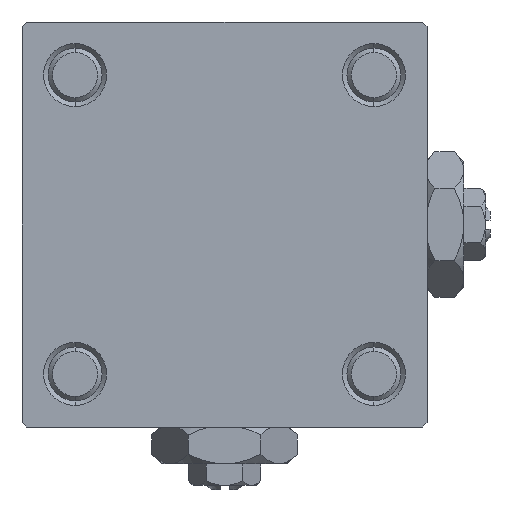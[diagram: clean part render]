
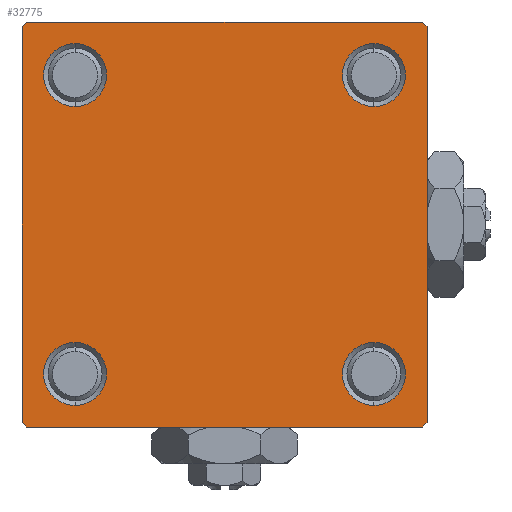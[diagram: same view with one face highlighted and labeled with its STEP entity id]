
A CAD part, left-side view. The second image highlights one B-rep face of the part: STEP entity #32775.
In plain terms, the highlighted planar face has unit normal (-1, 0, 0).
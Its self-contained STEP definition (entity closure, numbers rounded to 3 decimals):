
#512 = FACE_BOUND ( 'NONE', #42586, .T. ) ;
#1090 = CARTESIAN_POINT ( 'NONE',  ( 0., 22., -22.5 ) ) ;
#1642 = DIRECTION ( 'NONE',  ( 1., 0., 0. ) ) ;
#1729 = CARTESIAN_POINT ( 'NONE',  ( 0., 22.5, -22. ) ) ;
#1850 = VERTEX_POINT ( 'NONE', #49149 ) ;
#2049 = AXIS2_PLACEMENT_3D ( 'NONE', #33454, #13395, #9705 ) ;
#3047 = CARTESIAN_POINT ( 'NONE',  ( 0., -22.25, 22.25 ) ) ;
#3576 = DIRECTION ( 'NONE',  ( 0., -1., 0. ) ) ;
#4300 = DIRECTION ( 'NONE',  ( 0., 0., 1. ) ) ;
#4594 = ORIENTED_EDGE ( 'NONE', *, *, #19814, .T. ) ;
#5062 = ORIENTED_EDGE ( 'NONE', *, *, #41743, .T. ) ;
#5459 = VERTEX_POINT ( 'NONE', #20270 ) ;
#5671 = LINE ( 'NONE', #49748, #10213 ) ;
#5947 = VECTOR ( 'NONE', #51333, 1000. ) ;
#6502 = DIRECTION ( 'NONE',  ( 0., -0.707, -0.707 ) ) ;
#7070 = EDGE_CURVE ( 'NONE', #38782, #1850, #29426, .T. ) ;
#7750 = VERTEX_POINT ( 'NONE', #17759 ) ;
#8264 = EDGE_CURVE ( 'NONE', #32143, #42483, #42144, .T. ) ;
#8873 = DIRECTION ( 'NONE',  ( 0., 0., 1. ) ) ;
#9561 = CARTESIAN_POINT ( 'NONE',  ( 0., 16.6, 16.6 ) ) ;
#9705 = DIRECTION ( 'NONE',  ( 0., 0., 1. ) ) ;
#10213 = VECTOR ( 'NONE', #37348, 1000. ) ;
#10454 = LINE ( 'NONE', #26557, #35870 ) ;
#11676 = DIRECTION ( 'NONE',  ( 1., 0., 0. ) ) ;
#11810 = LINE ( 'NONE', #20256, #42198 ) ;
#11931 = AXIS2_PLACEMENT_3D ( 'NONE', #47929, #32342, #43707 ) ;
#12458 = EDGE_LOOP ( 'NONE', ( #4594, #21749, #43563, #40145, #32524, #5062, #43385, #22747 ) ) ;
#12583 = VERTEX_POINT ( 'NONE', #26556 ) ;
#12714 = AXIS2_PLACEMENT_3D ( 'NONE', #24794, #11676, #17395 ) ;
#12740 = LINE ( 'NONE', #28845, #43039 ) ;
#12820 = DIRECTION ( 'NONE',  ( 1., 0., 0. ) ) ;
#13280 = CARTESIAN_POINT ( 'NONE',  ( 0., -22.5, -22. ) ) ;
#13395 = DIRECTION ( 'NONE',  ( 1., 0., 0. ) ) ;
#13778 = EDGE_CURVE ( 'NONE', #31671, #12583, #12740, .T. ) ;
#13900 = CARTESIAN_POINT ( 'NONE',  ( 0., -16.6, -20.1 ) ) ;
#14241 = AXIS2_PLACEMENT_3D ( 'NONE', #44504, #20751, #8873 ) ;
#14453 = ORIENTED_EDGE ( 'NONE', *, *, #45248, .T. ) ;
#14491 = CIRCLE ( 'NONE', #36368, 3.5 ) ;
#14950 = VERTEX_POINT ( 'NONE', #49890 ) ;
#15637 = EDGE_CURVE ( 'NONE', #34495, #7750, #14491, .T. ) ;
#16175 = CARTESIAN_POINT ( 'NONE',  ( 0., 16.6, -16.6 ) ) ;
#16849 = AXIS2_PLACEMENT_3D ( 'NONE', #27967, #48776, #24005 ) ;
#16860 = CARTESIAN_POINT ( 'NONE',  ( 0., -16.6, 20.1 ) ) ;
#16870 = FACE_BOUND ( 'NONE', #45294, .T. ) ;
#16970 = DIRECTION ( 'NONE',  ( 0., 0.707, -0.707 ) ) ;
#17063 = CARTESIAN_POINT ( 'NONE',  ( 0., -22., -22.5 ) ) ;
#17395 = DIRECTION ( 'NONE',  ( 0., 0., 1. ) ) ;
#17759 = CARTESIAN_POINT ( 'NONE',  ( 0., -16.6, -13.1 ) ) ;
#17767 = CARTESIAN_POINT ( 'NONE',  ( 0., 22., 22.5 ) ) ;
#18631 = LINE ( 'NONE', #3047, #5947 ) ;
#19652 = CARTESIAN_POINT ( 'NONE',  ( 0., -22., 22.5 ) ) ;
#19814 = EDGE_CURVE ( 'NONE', #12583, #36630, #40470, .T. ) ;
#19990 = CARTESIAN_POINT ( 'NONE',  ( 0., 16.6, 20.1 ) ) ;
#20190 = EDGE_CURVE ( 'NONE', #42483, #32143, #43322, .T. ) ;
#20256 = CARTESIAN_POINT ( 'NONE',  ( 0., -22.5, 22.5 ) ) ;
#20270 = CARTESIAN_POINT ( 'NONE',  ( 0., 16.6, -20.1 ) ) ;
#20375 = CIRCLE ( 'NONE', #11931, 3.5 ) ;
#20751 = DIRECTION ( 'NONE',  ( 1., 0., 0. ) ) ;
#21198 = CARTESIAN_POINT ( 'NONE',  ( 0., 22.5, 22.5 ) ) ;
#21734 = AXIS2_PLACEMENT_3D ( 'NONE', #48800, #33217, #49585 ) ;
#21749 = ORIENTED_EDGE ( 'NONE', *, *, #23814, .T. ) ;
#21958 = VERTEX_POINT ( 'NONE', #13280 ) ;
#22747 = ORIENTED_EDGE ( 'NONE', *, *, #13778, .T. ) ;
#22951 = VERTEX_POINT ( 'NONE', #17063 ) ;
#22974 = DIRECTION ( 'NONE',  ( 0., -0.707, 0.707 ) ) ;
#23624 = VECTOR ( 'NONE', #22974, 1000. ) ;
#23814 = EDGE_CURVE ( 'NONE', #36630, #38194, #10454, .T. ) ;
#24005 = DIRECTION ( 'NONE',  ( 0., 0., 1. ) ) ;
#24209 = DIRECTION ( 'NONE',  ( 0., 0., -1. ) ) ;
#24789 = FACE_BOUND ( 'NONE', #29285, .T. ) ;
#24794 = CARTESIAN_POINT ( 'NONE',  ( 0., 16.6, 16.6 ) ) ;
#25856 = ORIENTED_EDGE ( 'NONE', *, *, #39294, .T. ) ;
#26556 = CARTESIAN_POINT ( 'NONE',  ( 0., 22.5, 22. ) ) ;
#26557 = CARTESIAN_POINT ( 'NONE',  ( 0., 22.25, -22.25 ) ) ;
#26797 = LINE ( 'NONE', #39452, #51163 ) ;
#27967 = CARTESIAN_POINT ( 'NONE',  ( 0., -16.6, 16.6 ) ) ;
#28283 = CARTESIAN_POINT ( 'NONE',  ( 0., -22.5, 22. ) ) ;
#28732 = CIRCLE ( 'NONE', #12714, 3.5 ) ;
#28765 = VERTEX_POINT ( 'NONE', #19652 ) ;
#28845 = CARTESIAN_POINT ( 'NONE',  ( 0., 22.25, 22.25 ) ) ;
#29285 = EDGE_LOOP ( 'NONE', ( #42477, #34584 ) ) ;
#29426 = CIRCLE ( 'NONE', #43794, 3.5 ) ;
#29761 = EDGE_CURVE ( 'NONE', #38194, #22951, #26797, .T. ) ;
#29843 = VECTOR ( 'NONE', #44427, 1000. ) ;
#30145 = VERTEX_POINT ( 'NONE', #28283 ) ;
#30907 = ORIENTED_EDGE ( 'NONE', *, *, #7070, .T. ) ;
#31620 = ORIENTED_EDGE ( 'NONE', *, *, #50824, .T. ) ;
#31671 = VERTEX_POINT ( 'NONE', #17767 ) ;
#32059 = AXIS2_PLACEMENT_3D ( 'NONE', #16175, #40447, #4300 ) ;
#32133 = ORIENTED_EDGE ( 'NONE', *, *, #8264, .T. ) ;
#32143 = VERTEX_POINT ( 'NONE', #16860 ) ;
#32176 = LINE ( 'NONE', #48273, #23624 ) ;
#32342 = DIRECTION ( 'NONE',  ( 1., 0., 0. ) ) ;
#32443 = FACE_OUTER_BOUND ( 'NONE', #12458, .T. ) ;
#32524 = ORIENTED_EDGE ( 'NONE', *, *, #38724, .F. ) ;
#32737 = CARTESIAN_POINT ( 'NONE',  ( 0., -16.6, 13.1 ) ) ;
#32775 = ADVANCED_FACE ( 'NONE', ( #16870, #24789, #45365, #512, #32443 ), #33482, .T. ) ;
#33217 = DIRECTION ( 'NONE',  ( -1., 0., 0. ) ) ;
#33454 = CARTESIAN_POINT ( 'NONE',  ( 0., -16.6, 16.6 ) ) ;
#33482 = PLANE ( 'NONE',  #21734 ) ;
#33844 = DIRECTION ( 'NONE',  ( 0., 0., 1. ) ) ;
#34495 = VERTEX_POINT ( 'NONE', #13900 ) ;
#34584 = ORIENTED_EDGE ( 'NONE', *, *, #15637, .T. ) ;
#35870 = VECTOR ( 'NONE', #6502, 1000. ) ;
#36368 = AXIS2_PLACEMENT_3D ( 'NONE', #41579, #12820, #37621 ) ;
#36630 = VERTEX_POINT ( 'NONE', #1729 ) ;
#37348 = DIRECTION ( 'NONE',  ( 0., -1., 0. ) ) ;
#37621 = DIRECTION ( 'NONE',  ( 0., 0., 1. ) ) ;
#38194 = VERTEX_POINT ( 'NONE', #1090 ) ;
#38724 = EDGE_CURVE ( 'NONE', #30145, #21958, #11810, .T. ) ;
#38782 = VERTEX_POINT ( 'NONE', #19990 ) ;
#39294 = EDGE_CURVE ( 'NONE', #1850, #38782, #28732, .T. ) ;
#39452 = CARTESIAN_POINT ( 'NONE',  ( 0., 22.5, -22.5 ) ) ;
#40006 = EDGE_CURVE ( 'NONE', #31671, #28765, #5671, .T. ) ;
#40145 = ORIENTED_EDGE ( 'NONE', *, *, #41693, .T. ) ;
#40447 = DIRECTION ( 'NONE',  ( 1., 0., 0. ) ) ;
#40470 = LINE ( 'NONE', #21198, #29843 ) ;
#41579 = CARTESIAN_POINT ( 'NONE',  ( 0., -16.6, -16.6 ) ) ;
#41693 = EDGE_CURVE ( 'NONE', #22951, #21958, #32176, .T. ) ;
#41743 = EDGE_CURVE ( 'NONE', #30145, #28765, #18631, .T. ) ;
#42144 = CIRCLE ( 'NONE', #16849, 3.5 ) ;
#42198 = VECTOR ( 'NONE', #24209, 1000. ) ;
#42477 = ORIENTED_EDGE ( 'NONE', *, *, #47530, .T. ) ;
#42483 = VERTEX_POINT ( 'NONE', #32737 ) ;
#42586 = EDGE_LOOP ( 'NONE', ( #30907, #25856 ) ) ;
#43039 = VECTOR ( 'NONE', #16970, 1000. ) ;
#43322 = CIRCLE ( 'NONE', #2049, 3.5 ) ;
#43385 = ORIENTED_EDGE ( 'NONE', *, *, #40006, .F. ) ;
#43563 = ORIENTED_EDGE ( 'NONE', *, *, #29761, .T. ) ;
#43707 = DIRECTION ( 'NONE',  ( 0., 0., 1. ) ) ;
#43794 = AXIS2_PLACEMENT_3D ( 'NONE', #9561, #1642, #33844 ) ;
#44427 = DIRECTION ( 'NONE',  ( 0., 0., -1. ) ) ;
#44504 = CARTESIAN_POINT ( 'NONE',  ( 0., -16.6, -16.6 ) ) ;
#44857 = EDGE_LOOP ( 'NONE', ( #31620, #14453 ) ) ;
#44866 = ORIENTED_EDGE ( 'NONE', *, *, #20190, .T. ) ;
#45248 = EDGE_CURVE ( 'NONE', #5459, #14950, #20375, .T. ) ;
#45294 = EDGE_LOOP ( 'NONE', ( #32133, #44866 ) ) ;
#45365 = FACE_BOUND ( 'NONE', #44857, .T. ) ;
#47530 = EDGE_CURVE ( 'NONE', #7750, #34495, #50495, .T. ) ;
#47929 = CARTESIAN_POINT ( 'NONE',  ( 0., 16.6, -16.6 ) ) ;
#48273 = CARTESIAN_POINT ( 'NONE',  ( 0., -22.25, -22.25 ) ) ;
#48776 = DIRECTION ( 'NONE',  ( 1., 0., 0. ) ) ;
#48800 = CARTESIAN_POINT ( 'NONE',  ( 0., 0., 0. ) ) ;
#48893 = CIRCLE ( 'NONE', #32059, 3.5 ) ;
#49149 = CARTESIAN_POINT ( 'NONE',  ( 0., 16.6, 13.1 ) ) ;
#49585 = DIRECTION ( 'NONE',  ( 0., 0., 1. ) ) ;
#49748 = CARTESIAN_POINT ( 'NONE',  ( 0., 22.5, 22.5 ) ) ;
#49890 = CARTESIAN_POINT ( 'NONE',  ( 0., 16.6, -13.1 ) ) ;
#50495 = CIRCLE ( 'NONE', #14241, 3.5 ) ;
#50824 = EDGE_CURVE ( 'NONE', #14950, #5459, #48893, .T. ) ;
#51163 = VECTOR ( 'NONE', #3576, 1000. ) ;
#51333 = DIRECTION ( 'NONE',  ( 0., 0.707, 0.707 ) ) ;
